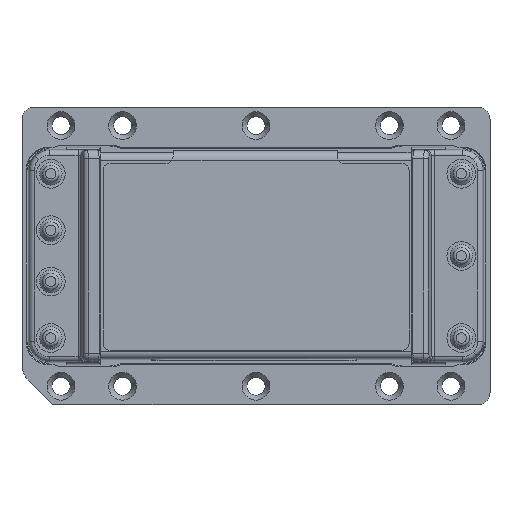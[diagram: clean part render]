
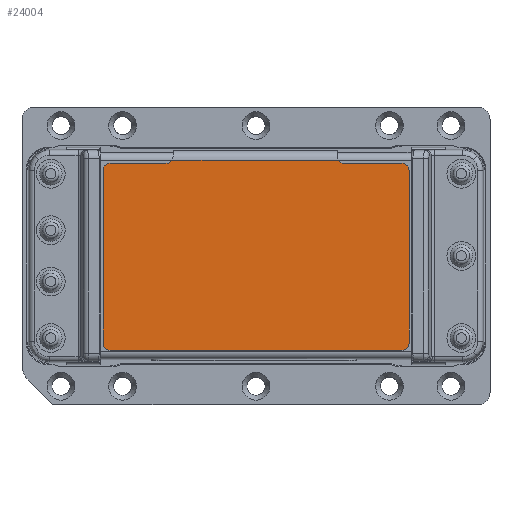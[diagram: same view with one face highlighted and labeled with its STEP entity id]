
A CAD part, top view. The second image highlights one B-rep face of the part: STEP entity #24004.
In plain terms, the highlighted planar face has unit normal (0, 0, 1).
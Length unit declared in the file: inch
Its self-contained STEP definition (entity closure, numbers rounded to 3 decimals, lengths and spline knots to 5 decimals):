
#624 = AXIS2_PLACEMENT_3D ( 'NONE', #1142, #993, #1042 ) ;
#630 = CIRCLE ( 'NONE', #624, 0.035 ) ;
#993 = DIRECTION ( 'NONE',  ( 0., 0., 1. ) ) ;
#1042 = DIRECTION ( 'NONE',  ( 1., 0., 0. ) ) ;
#1126 = CARTESIAN_POINT ( 'NONE',  ( -1.07634, 0.07735, 0.07319 ) ) ;
#1142 = CARTESIAN_POINT ( 'NONE',  ( -1.04134, 0.07735, 0.07319 ) ) ;
#1352 = CARTESIAN_POINT ( 'NONE',  ( 0.37966, 0.07735, 0.07319 ) ) ;
#1364 = CIRCLE ( 'NONE', #1373, 0.035 ) ;
#1373 = AXIS2_PLACEMENT_3D ( 'NONE', #1352, #1406, #1405 ) ;
#1381 = CARTESIAN_POINT ( 'NONE',  ( -1.04134, 0.04235, 0.07319 ) ) ;
#1399 = DIRECTION ( 'NONE',  ( 1., 0., 0. ) ) ;
#1400 = VECTOR ( 'NONE', #1399, 39.37008 ) ;
#1401 = CARTESIAN_POINT ( 'NONE',  ( 0.37966, 0.04235, 0.07319 ) ) ;
#1402 = LINE ( 'NONE', #1401, #1400 ) ;
#1405 = DIRECTION ( 'NONE',  ( 1., 0., 0. ) ) ;
#1406 = DIRECTION ( 'NONE',  ( 0., 0., 1. ) ) ;
#1479 = CARTESIAN_POINT ( 'NONE',  ( -0.77034, 0.95235, 0.07319 ) ) ;
#1500 = CARTESIAN_POINT ( 'NONE',  ( -0.74055, 0.96897, 0.07319 ) ) ;
#1595 = DIRECTION ( 'NONE',  ( -1., 0., 0. ) ) ;
#1601 = DIRECTION ( 'NONE',  ( 1., 0., 0. ) ) ;
#1602 = DIRECTION ( 'NONE',  ( 0., 0., -1. ) ) ;
#1603 = CARTESIAN_POINT ( 'NONE',  ( -0.77034, 0.98735, 0.07319 ) ) ;
#1604 = AXIS2_PLACEMENT_3D ( 'NONE', #1603, #1602, #1601 ) ;
#1606 = VECTOR ( 'NONE', #1595, 39.37008 ) ;
#1607 = CARTESIAN_POINT ( 'NONE',  ( -1.07634, 0.91735, 0.07319 ) ) ;
#1610 = CIRCLE ( 'NONE', #1604, 0.035 ) ;
#1611 = CARTESIAN_POINT ( 'NONE',  ( -0.77034, 0.95235, 0.07319 ) ) ;
#1612 = LINE ( 'NONE', #1611, #1606 ) ;
#1616 = DIRECTION ( 'NONE',  ( -1., 0., 0. ) ) ;
#1617 = DIRECTION ( 'NONE',  ( 0., 0., 1. ) ) ;
#1627 = CIRCLE ( 'NONE', #1629, 0.035 ) ;
#1628 = CARTESIAN_POINT ( 'NONE',  ( -1.04134, 0.91735, 0.07319 ) ) ;
#1629 = AXIS2_PLACEMENT_3D ( 'NONE', #1628, #1617, #1616 ) ;
#2053 = DIRECTION ( 'NONE',  ( 1., 0., 0. ) ) ;
#2054 = VECTOR ( 'NONE', #2053, 39.37008 ) ;
#2055 = CARTESIAN_POINT ( 'NONE',  ( -1.04134, 0.96897, 0.07319 ) ) ;
#2061 = DIRECTION ( 'NONE',  ( -1., 0., 0. ) ) ;
#2062 = DIRECTION ( 'NONE',  ( 0., 0., -1. ) ) ;
#2063 = CARTESIAN_POINT ( 'NONE',  ( 0.09966, 0.98735, 0.07319 ) ) ;
#2064 = AXIS2_PLACEMENT_3D ( 'NONE', #2063, #2062, #2061 ) ;
#2065 = CIRCLE ( 'NONE', #2064, 0.035 ) ;
#2067 = LINE ( 'NONE', #2055, #2054 ) ;
#2068 = FACE_OUTER_BOUND ( 'NONE', #24016, .T. ) ;
#2070 = PLANE ( 'NONE',  #2098 ) ;
#2094 = CARTESIAN_POINT ( 'NONE',  ( 0.06988, 0.96897, 0.07319 ) ) ;
#2095 = DIRECTION ( 'NONE',  ( -1., 0., 0. ) ) ;
#2096 = DIRECTION ( 'NONE',  ( 0., 0., 1. ) ) ;
#2097 = CARTESIAN_POINT ( 'NONE',  ( -1.04134, 0.91735, 0.07319 ) ) ;
#2098 = AXIS2_PLACEMENT_3D ( 'NONE', #2097, #2096, #2095 ) ;
#2358 = CARTESIAN_POINT ( 'NONE',  ( 0.41466, 0.91735, 0.07319 ) ) ;
#2360 = DIRECTION ( 'NONE',  ( 0., -1., 0. ) ) ;
#2361 = VECTOR ( 'NONE', #2360, 39.37008 ) ;
#2362 = LINE ( 'NONE', #2358, #2392 ) ;
#2363 = CARTESIAN_POINT ( 'NONE',  ( -1.07634, 0.91735, 0.07319 ) ) ;
#2364 = LINE ( 'NONE', #2363, #2361 ) ;
#2391 = DIRECTION ( 'NONE',  ( 0., 1., 0. ) ) ;
#2392 = VECTOR ( 'NONE', #2391, 39.37008 ) ;
#4193 = VERTEX_POINT ( 'NONE', #18888 ) ;
#4237 = VERTEX_POINT ( 'NONE', #18993 ) ;
#4249 = VERTEX_POINT ( 'NONE', #19054 ) ;
#4252 = VERTEX_POINT ( 'NONE', #19110 ) ;
#4258 = VERTEX_POINT ( 'NONE', #19101 ) ;
#4263 = EDGE_CURVE ( 'NONE', #4193, #4258, #19140, .T. ) ;
#4266 = EDGE_CURVE ( 'NONE', #4268, #4193, #19112, .T. ) ;
#4268 = VERTEX_POINT ( 'NONE', #19085 ) ;
#18888 = CARTESIAN_POINT ( 'NONE',  ( 0.37966, 0.95235, 0.07319 ) ) ;
#18993 = CARTESIAN_POINT ( 'NONE',  ( -1.04134, 0.95235, 0.07319 ) ) ;
#19054 = CARTESIAN_POINT ( 'NONE',  ( 0.37966, 0.04235, 0.07319 ) ) ;
#19084 = AXIS2_PLACEMENT_3D ( 'NONE', #19091, #19136, #19132 ) ;
#19085 = CARTESIAN_POINT ( 'NONE',  ( 0.41466, 0.91735, 0.07319 ) ) ;
#19091 = CARTESIAN_POINT ( 'NONE',  ( 0.37966, 0.91735, 0.07319 ) ) ;
#19101 = CARTESIAN_POINT ( 'NONE',  ( 0.09966, 0.95235, 0.07319 ) ) ;
#19110 = CARTESIAN_POINT ( 'NONE',  ( 0.41466, 0.07735, 0.07319 ) ) ;
#19112 = CIRCLE ( 'NONE', #19084, 0.035 ) ;
#19132 = DIRECTION ( 'NONE',  ( 1., 0., 0. ) ) ;
#19136 = DIRECTION ( 'NONE',  ( 0., 0., 1. ) ) ;
#19137 = DIRECTION ( 'NONE',  ( -1., 0., 0. ) ) ;
#19138 = VECTOR ( 'NONE', #19137, 39.37008 ) ;
#19139 = CARTESIAN_POINT ( 'NONE',  ( 0.37966, 0.95235, 0.07319 ) ) ;
#19140 = LINE ( 'NONE', #19139, #19138 ) ;
#23840 = EDGE_CURVE ( 'NONE', #23841, #23868, #630, .T. ) ;
#23841 = VERTEX_POINT ( 'NONE', #1126 ) ;
#23860 = EDGE_CURVE ( 'NONE', #4249, #4252, #1364, .T. ) ;
#23865 = EDGE_CURVE ( 'NONE', #23868, #4249, #1402, .T. ) ;
#23868 = VERTEX_POINT ( 'NONE', #1381 ) ;
#23891 = VERTEX_POINT ( 'NONE', #1479 ) ;
#23896 = VERTEX_POINT ( 'NONE', #1500 ) ;
#23900 = EDGE_CURVE ( 'NONE', #23896, #23891, #1610, .T. ) ;
#23902 = EDGE_CURVE ( 'NONE', #23891, #4237, #1612, .T. ) ;
#23910 = VERTEX_POINT ( 'NONE', #1607 ) ;
#23913 = EDGE_CURVE ( 'NONE', #4237, #23910, #1627, .T. ) ;
#23995 = ORIENTED_EDGE ( 'NONE', *, *, #24075, .T. ) ;
#23996 = ORIENTED_EDGE ( 'NONE', *, *, #4263, .T. ) ;
#23997 = ORIENTED_EDGE ( 'NONE', *, *, #23998, .T. ) ;
#23998 = EDGE_CURVE ( 'NONE', #4258, #24020, #2065, .T. ) ;
#24002 = EDGE_CURVE ( 'NONE', #23896, #24020, #2067, .T. ) ;
#24004 = ADVANCED_FACE ( 'NONE', ( #2068 ), #2070, .T. ) ;
#24005 = ORIENTED_EDGE ( 'NONE', *, *, #23902, .T. ) ;
#24006 = ORIENTED_EDGE ( 'NONE', *, *, #23900, .T. ) ;
#24007 = ORIENTED_EDGE ( 'NONE', *, *, #23913, .T. ) ;
#24011 = ORIENTED_EDGE ( 'NONE', *, *, #24002, .F. ) ;
#24016 = EDGE_LOOP ( 'NONE', ( #24011, #24006, #24005, #24007, #24068, #24071, #24074, #24076, #23995, #24072, #23996, #23997 ) ) ;
#24020 = VERTEX_POINT ( 'NONE', #2094 ) ;
#24068 = ORIENTED_EDGE ( 'NONE', *, *, #24069, .T. ) ;
#24069 = EDGE_CURVE ( 'NONE', #23910, #23841, #2364, .T. ) ;
#24071 = ORIENTED_EDGE ( 'NONE', *, *, #23840, .T. ) ;
#24072 = ORIENTED_EDGE ( 'NONE', *, *, #4266, .T. ) ;
#24074 = ORIENTED_EDGE ( 'NONE', *, *, #23865, .T. ) ;
#24075 = EDGE_CURVE ( 'NONE', #4252, #4268, #2362, .T. ) ;
#24076 = ORIENTED_EDGE ( 'NONE', *, *, #23860, .T. ) ;
